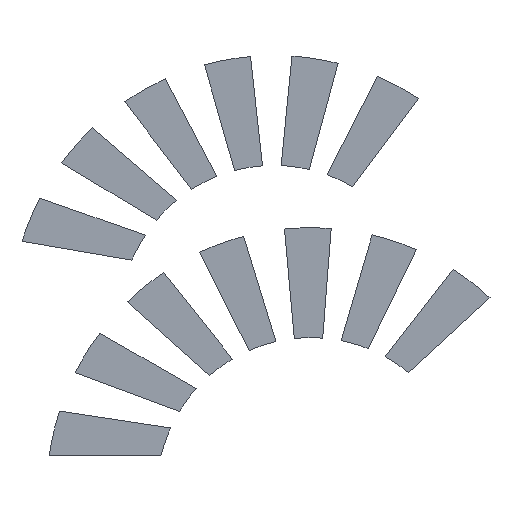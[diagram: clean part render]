
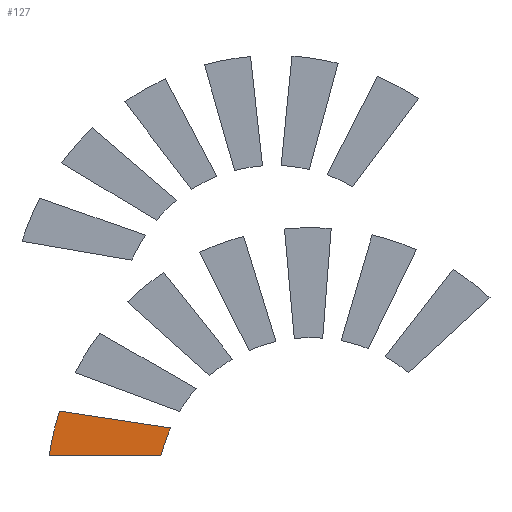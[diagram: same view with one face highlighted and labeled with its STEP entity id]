
A CAD part, top view. The second image highlights one B-rep face of the part: STEP entity #127.
In plain terms, the highlighted planar face has unit normal (0, 0, 1).
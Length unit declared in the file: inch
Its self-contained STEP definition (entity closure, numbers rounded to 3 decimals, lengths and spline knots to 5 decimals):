
#127=ADVANCED_FACE('',(#207),#1176,.T.);
#207=FACE_OUTER_BOUND('',#287,.T.);
#287=EDGE_LOOP('',(#599,#600,#601,#602));
#599=ORIENTED_EDGE('',*,*,#771,.F.);
#600=ORIENTED_EDGE('',*,*,#772,.F.);
#601=ORIENTED_EDGE('',*,*,#773,.F.);
#602=ORIENTED_EDGE('',*,*,#767,.F.);
#767=EDGE_CURVE('',#1092,#1098,#930,.T.);
#771=EDGE_CURVE('',#1096,#1092,#827,.T.);
#772=EDGE_CURVE('',#1097,#1096,#932,.T.);
#773=EDGE_CURVE('',#1098,#1097,#828,.T.);
#827=TRIMMED_CURVE($,#879,(#2126),(#2127),.T.,.CARTESIAN.);
#828=TRIMMED_CURVE($,#880,(#2132),(#2133),.T.,.CARTESIAN.);
#879=CIRCLE('',#1332,42.01386);
#880=CIRCLE('',#1333,72.01386);
#930=(
BOUNDED_CURVE()
B_SPLINE_CURVE(2,(#2113,#2114,#2115),.UNSPECIFIED.,.F.,.F.)
B_SPLINE_CURVE_WITH_KNOTS((3,3),(0.,30.4835),.UNSPECIFIED.)
CURVE()
GEOMETRIC_REPRESENTATION_ITEM()
RATIONAL_B_SPLINE_CURVE((1.,1.,1.))
REPRESENTATION_ITEM('')
);
#932=(
BOUNDED_CURVE()
B_SPLINE_CURVE(2,(#2128,#2129,#2130),.UNSPECIFIED.,.F.,.F.)
B_SPLINE_CURVE_WITH_KNOTS((3,3),(43.04457,73.71739),
 .UNSPECIFIED.)
CURVE()
GEOMETRIC_REPRESENTATION_ITEM()
RATIONAL_B_SPLINE_CURVE((1.,1.,1.))
REPRESENTATION_ITEM('')
);
#1092=VERTEX_POINT('',#2101);
#1096=VERTEX_POINT('',#2105);
#1097=VERTEX_POINT('',#2106);
#1098=VERTEX_POINT('',#2107);
#1176=PLANE('',#1326);
#1326=AXIS2_PLACEMENT_3D('',#2096,#1509,$);
#1332=AXIS2_PLACEMENT_3D($,#2125,#1517,#1518);
#1333=AXIS2_PLACEMENT_3D($,#2131,#1519,#1520);
#1509=DIRECTION('',(0.,0.,1.));
#1517=DIRECTION('',(0.,0.,1.));
#1518=DIRECTION('',(-0.91,0.414,0.));
#1519=DIRECTION('',(0.,0.,-1.));
#1520=DIRECTION('',(-0.991,0.135,0.));
#2096=CARTESIAN_POINT('',(-92.90065,0.,0.25));
#2101=CARTESIAN_POINT('',(-95.5165,0.,0.25));
#2105=CARTESIAN_POINT('',(-92.90065,7.6307,0.25));
#2106=CARTESIAN_POINT('',(-123.22598,12.23461,0.25));
#2107=CARTESIAN_POINT('',(-126.,0.,0.25));
#2113=CARTESIAN_POINT('',(-95.5165,0.,0.25));
#2114=CARTESIAN_POINT('',(-110.75825,0.,0.25));
#2115=CARTESIAN_POINT('',(-126.,0.,0.25));
#2125=CARTESIAN_POINT('',(-54.64868,-9.74607,0.25));
#2126=CARTESIAN_POINT('',(-92.90065,7.6307,0.25));
#2127=CARTESIAN_POINT('',(-95.5165,0.,0.25));
#2128=CARTESIAN_POINT('',(-123.22598,12.23461,0.25));
#2129=CARTESIAN_POINT('',(-108.06331,9.93265,0.25));
#2130=CARTESIAN_POINT('',(-92.90065,7.6307,0.25));
#2131=CARTESIAN_POINT('',(-54.64868,-9.74607,0.25));
#2132=CARTESIAN_POINT('',(-126.,0.,0.25));
#2133=CARTESIAN_POINT('',(-123.22598,12.23461,0.25));
